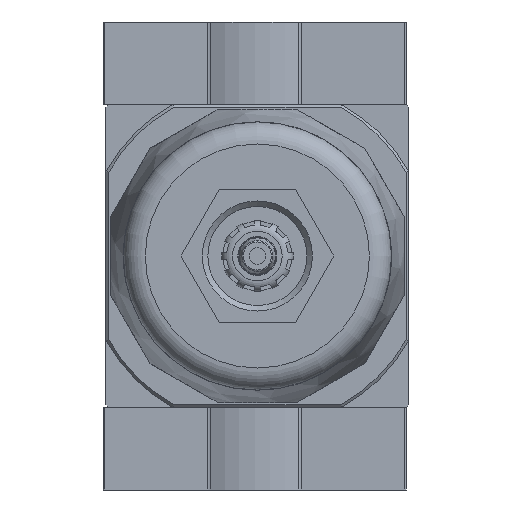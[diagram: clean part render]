
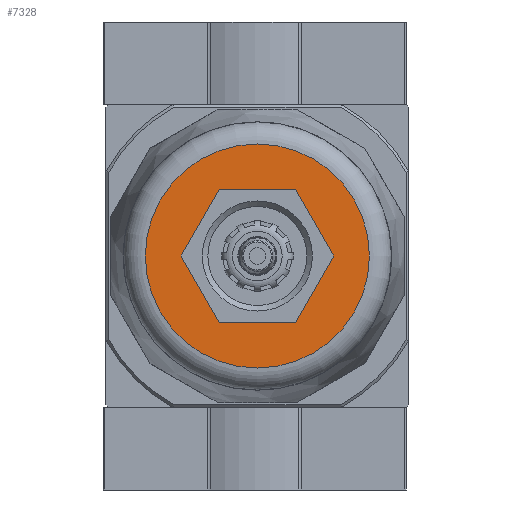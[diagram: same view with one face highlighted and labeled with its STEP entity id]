
A CAD part, front view. The second image highlights one B-rep face of the part: STEP entity #7328.
In plain terms, the highlighted planar face has unit normal (0, -1, 0).
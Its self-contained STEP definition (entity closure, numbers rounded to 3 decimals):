
#246=LINE('',#10860,#692);
#247=LINE('',#10863,#693);
#248=LINE('',#10865,#694);
#249=LINE('',#10867,#695);
#250=LINE('',#10869,#696);
#251=LINE('',#10871,#697);
#692=VECTOR('',#8583,1000.);
#693=VECTOR('',#8584,1000.);
#694=VECTOR('',#8585,1000.);
#695=VECTOR('',#8586,1000.);
#696=VECTOR('',#8587,1000.);
#697=VECTOR('',#8588,1000.);
#1112=PLANE('',#7766);
#1607=ORIENTED_EDGE('',*,*,#3336,.T.);
#1608=ORIENTED_EDGE('',*,*,#3337,.T.);
#1609=ORIENTED_EDGE('',*,*,#3338,.T.);
#1610=ORIENTED_EDGE('',*,*,#3339,.T.);
#1611=ORIENTED_EDGE('',*,*,#3340,.T.);
#1612=ORIENTED_EDGE('',*,*,#3341,.T.);
#1613=ORIENTED_EDGE('',*,*,#3342,.T.);
#3336=EDGE_CURVE('',#4201,#4201,#4753,.T.);
#3337=EDGE_CURVE('',#4202,#4203,#246,.T.);
#3338=EDGE_CURVE('',#4203,#4204,#247,.T.);
#3339=EDGE_CURVE('',#4204,#4205,#248,.T.);
#3340=EDGE_CURVE('',#4205,#4206,#249,.T.);
#3341=EDGE_CURVE('',#4206,#4207,#250,.T.);
#3342=EDGE_CURVE('',#4207,#4202,#251,.T.);
#4201=VERTEX_POINT('',#10858);
#4202=VERTEX_POINT('',#10861);
#4203=VERTEX_POINT('',#10862);
#4204=VERTEX_POINT('',#10864);
#4205=VERTEX_POINT('',#10866);
#4206=VERTEX_POINT('',#10868);
#4207=VERTEX_POINT('',#10870);
#4753=CIRCLE('',#7765,20.35);
#5096=EDGE_LOOP('',(#1607));
#5097=EDGE_LOOP('',(#1608,#1609,#1610,#1611,#1612,#1613));
#5616=FACE_BOUND('',#5096,.T.);
#5617=FACE_BOUND('',#5097,.T.);
#7328=ADVANCED_FACE('',(#5616,#5617),#1112,.F.);
#7765=AXIS2_PLACEMENT_3D('',#10857,#8579,#8580);
#7766=AXIS2_PLACEMENT_3D('',#10859,#8581,#8582);
#8579=DIRECTION('',(0.,-1.,0.));
#8580=DIRECTION('',(0.,0.,-1.));
#8581=DIRECTION('',(0.,1.,0.));
#8582=DIRECTION('',(0.,0.,1.));
#8583=DIRECTION('',(0.,0.,1.));
#8584=DIRECTION('',(0.866,0.,0.5));
#8585=DIRECTION('',(0.866,0.,-0.5));
#8586=DIRECTION('',(0.,0.,-1.));
#8587=DIRECTION('',(-0.866,0.,-0.5));
#8588=DIRECTION('',(-0.866,0.,0.5));
#10857=CARTESIAN_POINT('',(0.,-145.7,0.));
#10858=CARTESIAN_POINT('',(0.,-145.7,-20.35));
#10859=CARTESIAN_POINT('',(20.35,-145.7,0.));
#10860=CARTESIAN_POINT('',(-12.,-145.7,-6.928));
#10861=CARTESIAN_POINT('',(-12.,-145.7,-6.928));
#10862=CARTESIAN_POINT('',(-12.,-145.7,6.928));
#10863=CARTESIAN_POINT('',(-12.,-145.7,6.928));
#10864=CARTESIAN_POINT('',(0.,-145.7,13.856));
#10865=CARTESIAN_POINT('',(0.,-145.7,13.856));
#10866=CARTESIAN_POINT('',(12.,-145.7,6.928));
#10867=CARTESIAN_POINT('',(12.,-145.7,6.928));
#10868=CARTESIAN_POINT('',(12.,-145.7,-6.928));
#10869=CARTESIAN_POINT('',(12.,-145.7,-6.928));
#10870=CARTESIAN_POINT('',(0.,-145.7,-13.856));
#10871=CARTESIAN_POINT('',(0.,-145.7,-13.856));
